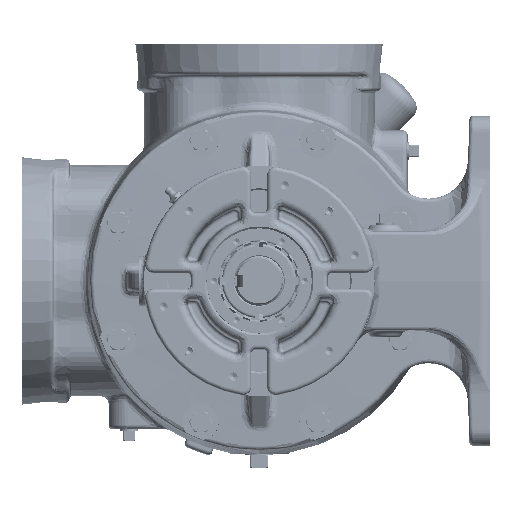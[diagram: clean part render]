
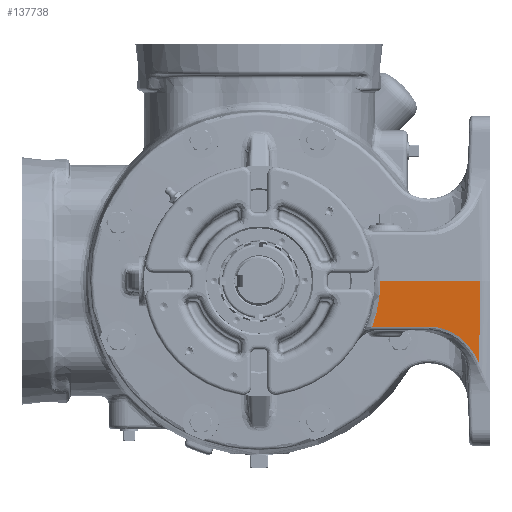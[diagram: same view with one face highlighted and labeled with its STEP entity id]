
A CAD part, left-side view. The second image highlights one B-rep face of the part: STEP entity #137738.
In plain terms, the highlighted planar face has unit normal (-0.642, -0.766, -0.035).
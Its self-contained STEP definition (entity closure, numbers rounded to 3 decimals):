
#13568 = ORIENTED_EDGE ( 'NONE', *, *, #74317, .T. ) ;
#24007 = ORIENTED_EDGE ( 'NONE', *, *, #38735, .F. ) ;
#24140 = ORIENTED_EDGE ( 'NONE', *, *, #215782, .T. ) ;
#28258 = FACE_OUTER_BOUND ( 'NONE', #171166, .T. ) ;
#38735 = EDGE_CURVE ( 'NONE', #153001, #128225, #286398, .T. ) ;
#41961 = CARTESIAN_POINT ( 'NONE',  ( -243.205, -93.29, -12.005 ) ) ;
#50979 = CARTESIAN_POINT ( 'NONE',  ( -136.924, -183.017, 0. ) ) ;
#63660 =( BOUNDED_CURVE ( )  B_SPLINE_CURVE ( 3, ( #255128, #41961, #231296, #234413 ),
 .UNSPECIFIED., .F., .F. ) 
 B_SPLINE_CURVE_WITH_KNOTS ( ( 4, 4 ),
 ( 3.102, 3.434 ),
 .UNSPECIFIED. ) 
 CURVE ( )  GEOMETRIC_REPRESENTATION_ITEM ( )  RATIONAL_B_SPLINE_CURVE ( ( 1., 0.991, 0.991, 1. ) ) 
 REPRESENTATION_ITEM ( '' )  );
#65233 = LINE ( 'NONE', #259239, #165358 ) ;
#66416 = VECTOR ( 'NONE', #279121, 1000. ) ;
#66635 = CARTESIAN_POINT ( 'NONE',  ( -197.121, -130.903, -35.158 ) ) ;
#74317 = EDGE_CURVE ( 'NONE', #153001, #256155, #63660, .T. ) ;
#80045 = CARTESIAN_POINT ( 'NONE',  ( -149.757, -169.359, -63.389 ) ) ;
#81520 = CARTESIAN_POINT ( 'NONE',  ( -249.147, -87.248, -35.158 ) ) ;
#98184 = CARTESIAN_POINT ( 'NONE',  ( -136.924, -183.017, 0. ) ) ;
#108638 = EDGE_CURVE ( 'NONE', #256155, #252247, #108944, .T. ) ;
#108944 = LINE ( 'NONE', #182152, #66416 ) ;
#111548 = VECTOR ( 'NONE', #241848, 1000. ) ;
#120602 = EDGE_CURVE ( 'NONE', #239845, #128225, #65233, .T. ) ;
#125224 = DIRECTION ( 'NONE',  ( -0.642, -0.766, -0.035 ) ) ;
#128225 = VERTEX_POINT ( 'NONE', #186467 ) ;
#137738 = ADVANCED_FACE ( 'Defeatured_0_1913', ( #28258 ), #142798, .T. ) ;
#142798 = PLANE ( 'NONE',  #237970 ) ;
#144907 =( BOUNDED_CURVE ( )  B_SPLINE_CURVE ( 3, ( #272543, #226403, #156317, #80045 ),
 .UNSPECIFIED., .F., .T. ) 
 B_SPLINE_CURVE_WITH_KNOTS ( ( 4, 4 ),
 ( 1.625, 2.7 ),
 .UNSPECIFIED. ) 
 CURVE ( )  GEOMETRIC_REPRESENTATION_ITEM ( )  RATIONAL_B_SPLINE_CURVE ( ( 1., 0.906, 0.906, 1. ) ) 
 REPRESENTATION_ITEM ( '' )  );
#153001 = VERTEX_POINT ( 'NONE', #292665 ) ;
#156317 = CARTESIAN_POINT ( 'NONE',  ( -159.408, -162.074, -45.545 ) ) ;
#162228 = DIRECTION ( 'NONE',  ( -0.035, -0.016, 0.999 ) ) ;
#165358 = VECTOR ( 'NONE', #162228, 1000. ) ;
#168251 = DIRECTION ( 'NONE',  ( 0.766, -0.643, 0. ) ) ;
#171166 = EDGE_LOOP ( 'NONE', ( #24007, #13568, #184208, #24140, #186535 ) ) ;
#182152 = CARTESIAN_POINT ( 'NONE',  ( -136.135, -182.077, -35.158 ) ) ;
#184208 = ORIENTED_EDGE ( 'NONE', *, *, #108638, .T. ) ;
#186467 = CARTESIAN_POINT ( 'NONE',  ( -151.971, -170.391, 0. ) ) ;
#186535 = ORIENTED_EDGE ( 'NONE', *, *, #120602, .T. ) ;
#215782 = EDGE_CURVE ( 'NONE', #252247, #239845, #144907, .T. ) ;
#226403 = CARTESIAN_POINT ( 'NONE',  ( -176.835, -147.926, -35.158 ) ) ;
#231296 = CARTESIAN_POINT ( 'NONE',  ( -245.014, -91.232, -23.833 ) ) ;
#234413 = CARTESIAN_POINT ( 'NONE',  ( -249.147, -87.248, -35.158 ) ) ;
#237970 = AXIS2_PLACEMENT_3D ( 'NONE', #98184, #125224, #168251 ) ;
#239845 = VERTEX_POINT ( 'NONE', #282117 ) ;
#241848 = DIRECTION ( 'NONE',  ( 0.766, -0.643, 0. ) ) ;
#252247 = VERTEX_POINT ( 'NONE', #66635 ) ;
#255128 = CARTESIAN_POINT ( 'NONE',  ( -243.769, -93.364, 0. ) ) ;
#256155 = VERTEX_POINT ( 'NONE', #81520 ) ;
#259239 = CARTESIAN_POINT ( 'NONE',  ( -151.967, -170.39, -0.096 ) ) ;
#272543 = CARTESIAN_POINT ( 'NONE',  ( -197.121, -130.903, -35.158 ) ) ;
#279121 = DIRECTION ( 'NONE',  ( 0.766, -0.643, 0. ) ) ;
#282117 = CARTESIAN_POINT ( 'NONE',  ( -149.757, -169.359, -63.389 ) ) ;
#286398 = LINE ( 'NONE', #50979, #111548 ) ;
#292665 = CARTESIAN_POINT ( 'NONE',  ( -243.769, -93.364, 0. ) ) ;
